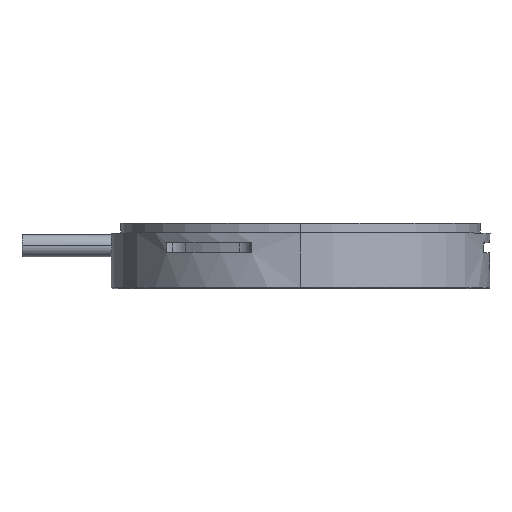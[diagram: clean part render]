
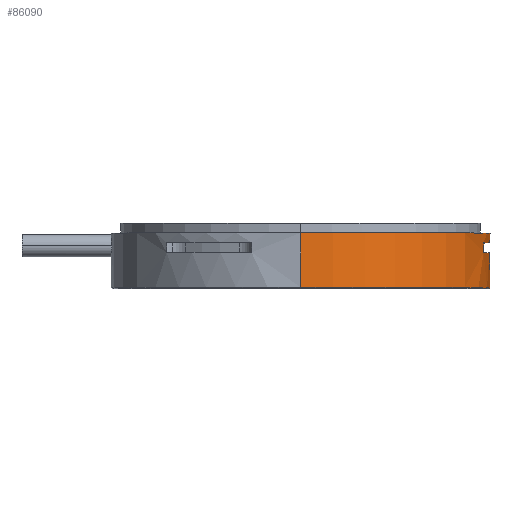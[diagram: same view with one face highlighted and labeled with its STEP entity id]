
A CAD part, top view. The second image highlights one B-rep face of the part: STEP entity #86090.
In plain terms, the highlighted cylindrical face has radius 29 mm (diameter 58 mm), a partial arc.
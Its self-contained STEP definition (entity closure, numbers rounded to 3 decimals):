
#760 = CARTESIAN_POINT ( 'NONE',  ( 0., -9.85, 29. ) ) ;
#919 = AXIS2_PLACEMENT_3D ( 'NONE', #32096, #40172, #96674 ) ;
#4630 = CARTESIAN_POINT ( 'NONE',  ( 28.012, -4.5, -7.506 ) ) ;
#4799 = CYLINDRICAL_SURFACE ( 'NONE', #15673, 29. ) ;
#5965 = LINE ( 'NONE', #41844, #38615 ) ;
#6391 = DIRECTION ( 'NONE',  ( 0., -1., 0. ) ) ;
#7810 = AXIS2_PLACEMENT_3D ( 'NONE', #90682, #42246, #100552 ) ;
#7870 = EDGE_CURVE ( 'NONE', #72283, #84302, #38993, .T. ) ;
#10328 = ORIENTED_EDGE ( 'NONE', *, *, #90863, .T. ) ;
#10902 = EDGE_CURVE ( 'NONE', #84302, #53670, #43917, .T. ) ;
#12420 = VERTEX_POINT ( 'NONE', #33828 ) ;
#15673 = AXIS2_PLACEMENT_3D ( 'NONE', #83595, #91111, #43033 ) ;
#17238 = CARTESIAN_POINT ( 'NONE',  ( 28.012, -3., -7.506 ) ) ;
#18683 = DIRECTION ( 'NONE',  ( 0., 1., 0. ) ) ;
#19575 = ORIENTED_EDGE ( 'NONE', *, *, #7870, .T. ) ;
#21263 = EDGE_CURVE ( 'NONE', #37789, #66380, #57431, .T. ) ;
#23903 = CIRCLE ( 'NONE', #7810, 29. ) ;
#25016 = VERTEX_POINT ( 'NONE', #25392 ) ;
#25106 = EDGE_LOOP ( 'NONE', ( #71861, #75200, #46646, #88422 ) ) ;
#25392 = CARTESIAN_POINT ( 'NONE',  ( 0., -1.5, -29. ) ) ;
#27852 = EDGE_CURVE ( 'NONE', #37789, #25016, #62830, .T. ) ;
#32096 = CARTESIAN_POINT ( 'NONE',  ( 0., -3., 0. ) ) ;
#33828 = CARTESIAN_POINT ( 'NONE',  ( 28.012, -3., 7.506 ) ) ;
#35342 = CARTESIAN_POINT ( 'NONE',  ( 0., -1.5, 29. ) ) ;
#37789 = VERTEX_POINT ( 'NONE', #73258 ) ;
#38615 = VECTOR ( 'NONE', #18683, 1000. ) ;
#38993 = LINE ( 'NONE', #94834, #79356 ) ;
#40172 = DIRECTION ( 'NONE',  ( 0., 1., 0. ) ) ;
#40910 = CARTESIAN_POINT ( 'NONE',  ( 28.012, -4.5, 7.506 ) ) ;
#41844 = CARTESIAN_POINT ( 'NONE',  ( 0., -10.5, 29. ) ) ;
#42246 = DIRECTION ( 'NONE',  ( 0., -1., 0. ) ) ;
#43033 = DIRECTION ( 'NONE',  ( 0., 0., 1. ) ) ;
#43917 = CIRCLE ( 'NONE', #82980, 29. ) ;
#45372 = EDGE_LOOP ( 'NONE', ( #10328, #58711, #19575, #63425 ) ) ;
#46646 = ORIENTED_EDGE ( 'NONE', *, *, #55591, .T. ) ;
#47485 = LINE ( 'NONE', #87086, #91801 ) ;
#50478 = EDGE_CURVE ( 'NONE', #12420, #72283, #103491, .T. ) ;
#53670 = VERTEX_POINT ( 'NONE', #40910 ) ;
#55591 = EDGE_CURVE ( 'NONE', #25016, #83651, #23903, .T. ) ;
#57126 = CARTESIAN_POINT ( 'NONE',  ( 0., -9.85, 0. ) ) ;
#57431 = CIRCLE ( 'NONE', #57896, 29. ) ;
#57465 = DIRECTION ( 'NONE',  ( 0., 0., -1. ) ) ;
#57896 = AXIS2_PLACEMENT_3D ( 'NONE', #57126, #81107, #57465 ) ;
#58711 = ORIENTED_EDGE ( 'NONE', *, *, #50478, .T. ) ;
#62219 = CARTESIAN_POINT ( 'NONE',  ( 0., -4.5, 0. ) ) ;
#62830 = LINE ( 'NONE', #79631, #103274 ) ;
#63108 = DIRECTION ( 'NONE',  ( 0., 1., 0. ) ) ;
#63425 = ORIENTED_EDGE ( 'NONE', *, *, #10902, .T. ) ;
#66380 = VERTEX_POINT ( 'NONE', #760 ) ;
#71861 = ORIENTED_EDGE ( 'NONE', *, *, #21263, .F. ) ;
#72283 = VERTEX_POINT ( 'NONE', #17238 ) ;
#73258 = CARTESIAN_POINT ( 'NONE',  ( 0., -9.85, -29. ) ) ;
#75200 = ORIENTED_EDGE ( 'NONE', *, *, #27852, .T. ) ;
#79356 = VECTOR ( 'NONE', #6391, 1000. ) ;
#79631 = CARTESIAN_POINT ( 'NONE',  ( 0., -10.5, -29. ) ) ;
#81107 = DIRECTION ( 'NONE',  ( 0., -1., 0. ) ) ;
#82980 = AXIS2_PLACEMENT_3D ( 'NONE', #62219, #94358, #86558 ) ;
#83595 = CARTESIAN_POINT ( 'NONE',  ( 0., -10.5, 0. ) ) ;
#83651 = VERTEX_POINT ( 'NONE', #35342 ) ;
#84302 = VERTEX_POINT ( 'NONE', #4630 ) ;
#85538 = FACE_BOUND ( 'NONE', #45372, .T. ) ;
#86090 = ADVANCED_FACE ( 'NONE', ( #85538, #98217 ), #4799, .T. ) ;
#86558 = DIRECTION ( 'NONE',  ( 0., 0., 1. ) ) ;
#87086 = CARTESIAN_POINT ( 'NONE',  ( 28.012, 13.036, 7.506 ) ) ;
#87456 = DIRECTION ( 'NONE',  ( 0., 1., 0. ) ) ;
#88422 = ORIENTED_EDGE ( 'NONE', *, *, #91108, .F. ) ;
#90682 = CARTESIAN_POINT ( 'NONE',  ( 0., -1.5, 0. ) ) ;
#90863 = EDGE_CURVE ( 'NONE', #53670, #12420, #47485, .T. ) ;
#91108 = EDGE_CURVE ( 'NONE', #66380, #83651, #5965, .T. ) ;
#91111 = DIRECTION ( 'NONE',  ( 0., 1., 0. ) ) ;
#91801 = VECTOR ( 'NONE', #63108, 1000. ) ;
#94358 = DIRECTION ( 'NONE',  ( 0., -1., 0. ) ) ;
#94834 = CARTESIAN_POINT ( 'NONE',  ( 28.012, 13.036, -7.506 ) ) ;
#96674 = DIRECTION ( 'NONE',  ( 0., 0., 1. ) ) ;
#98217 = FACE_OUTER_BOUND ( 'NONE', #25106, .T. ) ;
#100552 = DIRECTION ( 'NONE',  ( 0., 0., 1. ) ) ;
#103274 = VECTOR ( 'NONE', #87456, 1000. ) ;
#103491 = CIRCLE ( 'NONE', #919, 29. ) ;
